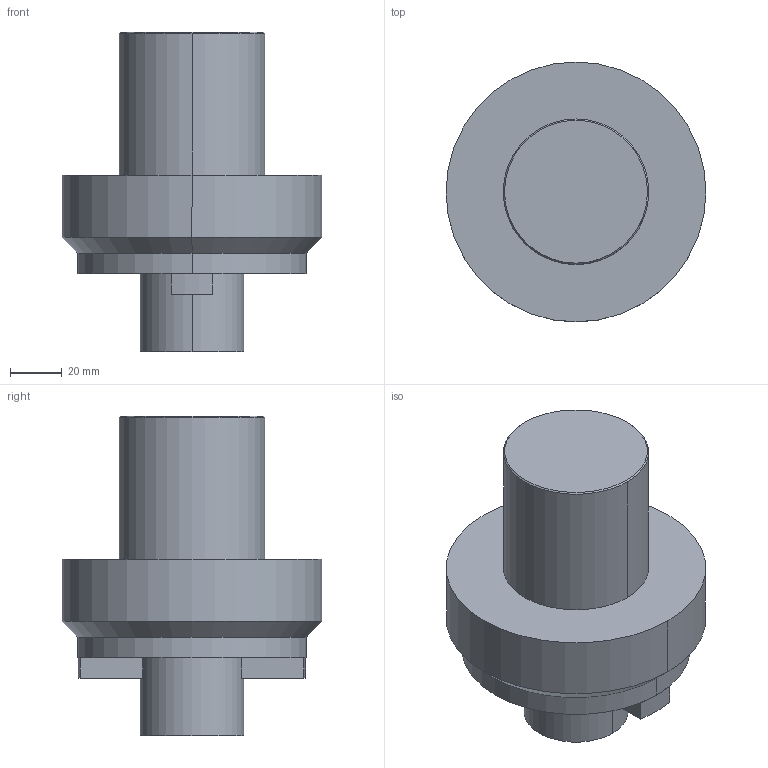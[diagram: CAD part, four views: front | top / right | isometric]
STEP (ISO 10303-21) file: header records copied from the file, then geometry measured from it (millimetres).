
FILE_DESCRIPTION((''),'2;1');
FILE_NAME('8422814091','2020-07-10T08:19:55',('thiemer'),(''),'CREO PARAMETRIC BY PTC INC, 2018400','CREO PARAMETRIC BY PTC INC, 2018400','');
FILE_SCHEMA(('AUTOMOTIVE_DESIGN { 1 0 10303 214 1 1 1 1 }'));
Length unit declared in the file: millimetre
Products named in the file (1): 8422814091
Bounding box: 100 x 100 x 123 mm (x, y, z)
Volume: 457840.4 mm3; surface area: 40846 mm2
Topology: 1 solids, 1 shells, 26 faces, 54 edges, 34 vertices
Faces by surface type: cylinder 12, plane 10, cone 4
Entity records: 1342 total; most frequent: DIRECTION 168, CARTESIAN_POINT 139, ORIENTED_EDGE 108, PRESENTATION_STYLE_ASSIGNMENT 77, STYLED_ITEM 77, CURVE_STYLE 76, AXIS2_PLACEMENT_3D 65, EDGE_CURVE 54
